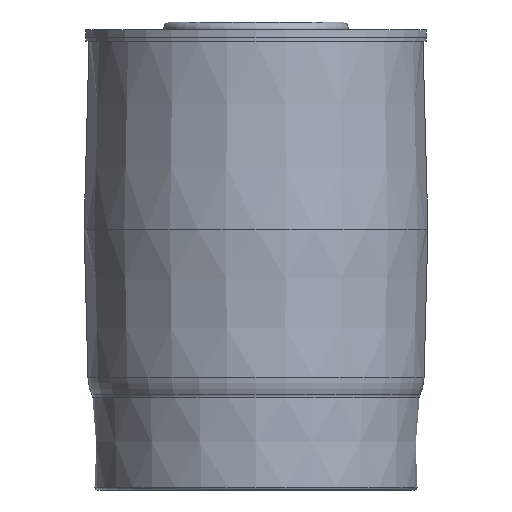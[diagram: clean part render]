
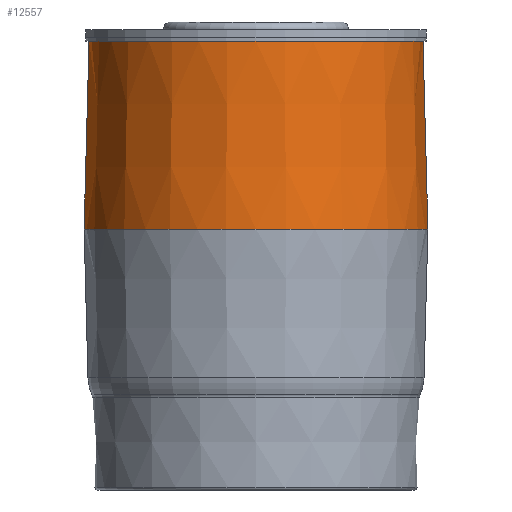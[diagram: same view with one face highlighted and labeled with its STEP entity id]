
A CAD part, left-side view. The second image highlights one B-rep face of the part: STEP entity #12557.
In plain terms, the highlighted conical face has half-angle 1.5 degrees and reference radius 68.453 mm.
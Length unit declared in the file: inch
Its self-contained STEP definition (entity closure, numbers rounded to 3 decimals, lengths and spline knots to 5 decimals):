
#1601=LINE('',#18430,#2588);
#1602=LINE('',#18433,#2589);
#2588=VECTOR('',#14294,0.3937);
#2589=VECTOR('',#14297,0.3937);
#3543=CONICAL_SURFACE('',#13481,2.695,0.026);
#3634=FACE_OUTER_BOUND('',#4359,.T.);
#4359=EDGE_LOOP('',(#8985,#8986,#8987,#8988));
#5182=CIRCLE('',#13482,2.77434);
#5183=CIRCLE('',#13483,2.695);
#5420=VERTEX_POINT('',#18426);
#5421=VERTEX_POINT('',#18427);
#5422=VERTEX_POINT('',#18429);
#5423=VERTEX_POINT('',#18431);
#6808=EDGE_CURVE('',#5420,#5421,#5182,.T.);
#6809=EDGE_CURVE('',#5422,#5421,#1601,.T.);
#6810=EDGE_CURVE('',#5423,#5422,#5183,.T.);
#6811=EDGE_CURVE('',#5423,#5420,#1602,.T.);
#8985=ORIENTED_EDGE('',*,*,#6808,.T.);
#8986=ORIENTED_EDGE('',*,*,#6809,.F.);
#8987=ORIENTED_EDGE('',*,*,#6810,.F.);
#8988=ORIENTED_EDGE('',*,*,#6811,.T.);
#12557=ADVANCED_FACE('',(#3634),#3543,.T.);
#13481=AXIS2_PLACEMENT_3D('',#18425,#14290,#14291);
#13482=AXIS2_PLACEMENT_3D('',#18428,#14292,#14293);
#13483=AXIS2_PLACEMENT_3D('',#18432,#14295,#14296);
#14290=DIRECTION('center_axis',(0.,0.,-1.));
#14291=DIRECTION('ref_axis',(0.,1.,0.));
#14292=DIRECTION('center_axis',(0.,0.,1.));
#14293=DIRECTION('ref_axis',(0.,1.,0.));
#14294=DIRECTION('',(0.,-0.026,-1.));
#14295=DIRECTION('center_axis',(0.,0.,1.));
#14296=DIRECTION('ref_axis',(0.,1.,0.));
#14297=DIRECTION('',(0.,0.026,-1.));
#18425=CARTESIAN_POINT('Origin',(-4.785,0.,0.));
#18426=CARTESIAN_POINT('',(-4.785,2.77434,-3.03));
#18427=CARTESIAN_POINT('',(-4.785,-2.77434,-3.03));
#18428=CARTESIAN_POINT('Origin',(-4.785,0.,-3.03));
#18429=CARTESIAN_POINT('',(-4.785,-2.695,0.));
#18430=CARTESIAN_POINT('',(-4.785,-2.695,0.));
#18431=CARTESIAN_POINT('',(-4.785,2.695,0.));
#18432=CARTESIAN_POINT('Origin',(-4.785,0.,0.));
#18433=CARTESIAN_POINT('',(-4.785,2.695,0.));
